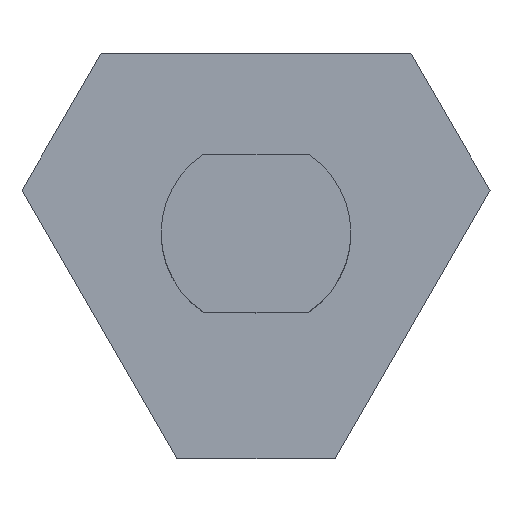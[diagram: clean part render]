
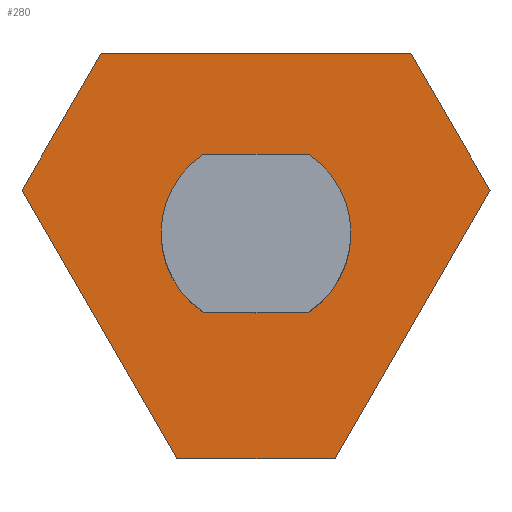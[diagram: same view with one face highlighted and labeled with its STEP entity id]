
A CAD part, top view. The second image highlights one B-rep face of the part: STEP entity #280.
In plain terms, the highlighted planar face has unit normal (0, 0, 1).
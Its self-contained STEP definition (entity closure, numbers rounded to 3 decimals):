
#15=FACE_BOUND('',#50,.T.);
#33=FACE_OUTER_BOUND('',#49,.T.);
#49=EDGE_LOOP('',(#240,#241,#242,#243,#244,#245));
#50=EDGE_LOOP('',(#246));
#65=LINE('',#446,#94);
#68=LINE('',#452,#97);
#71=LINE('',#458,#100);
#74=LINE('',#464,#103);
#77=LINE('',#470,#106);
#80=LINE('',#474,#109);
#94=VECTOR('',#369,10.);
#97=VECTOR('',#374,10.);
#100=VECTOR('',#379,10.);
#103=VECTOR('',#384,10.);
#106=VECTOR('',#389,10.);
#109=VECTOR('',#394,10.);
#117=CIRCLE('',#311,1.25);
#129=VERTEX_POINT('',#436);
#132=VERTEX_POINT('',#443);
#133=VERTEX_POINT('',#445);
#135=VERTEX_POINT('',#451);
#137=VERTEX_POINT('',#457);
#139=VERTEX_POINT('',#463);
#141=VERTEX_POINT('',#469);
#160=EDGE_CURVE('',#129,#129,#117,.T.);
#163=EDGE_CURVE('',#133,#132,#65,.T.);
#166=EDGE_CURVE('',#135,#133,#68,.T.);
#169=EDGE_CURVE('',#137,#135,#71,.T.);
#172=EDGE_CURVE('',#139,#137,#74,.T.);
#175=EDGE_CURVE('',#141,#139,#77,.T.);
#178=EDGE_CURVE('',#132,#141,#80,.T.);
#240=ORIENTED_EDGE('',*,*,#178,.T.);
#241=ORIENTED_EDGE('',*,*,#175,.T.);
#242=ORIENTED_EDGE('',*,*,#172,.T.);
#243=ORIENTED_EDGE('',*,*,#169,.T.);
#244=ORIENTED_EDGE('',*,*,#166,.T.);
#245=ORIENTED_EDGE('',*,*,#163,.T.);
#246=ORIENTED_EDGE('',*,*,#160,.T.);
#264=PLANE('',#318);
#280=ADVANCED_FACE('',(#33,#15),#264,.T.);
#311=AXIS2_PLACEMENT_3D('',#438,#363,#364);
#318=AXIS2_PLACEMENT_3D('',#475,#395,#396);
#363=DIRECTION('center_axis',(0.,0.,-1.));
#364=DIRECTION('ref_axis',(-1.,0.,0.));
#369=DIRECTION('',(0.5,-0.866,0.));
#374=DIRECTION('',(-0.5,-0.866,0.));
#379=DIRECTION('',(-1.,0.,0.));
#384=DIRECTION('',(-0.5,0.866,0.));
#389=DIRECTION('',(0.5,0.866,0.));
#394=DIRECTION('',(1.,0.,0.));
#395=DIRECTION('center_axis',(0.,0.,1.));
#396=DIRECTION('ref_axis',(1.,0.,0.));
#436=CARTESIAN_POINT('',(2.5,3.551,1.));
#438=CARTESIAN_POINT('Origin',(1.25,3.551,1.));
#443=CARTESIAN_POINT('',(0.,0.,1.));
#445=CARTESIAN_POINT('',(-2.45,4.244,1.));
#446=CARTESIAN_POINT('',(0.,0.,1.));
#451=CARTESIAN_POINT('',(-1.2,6.409,1.));
#452=CARTESIAN_POINT('',(-2.45,4.244,1.));
#457=CARTESIAN_POINT('',(3.7,6.409,1.));
#458=CARTESIAN_POINT('',(3.7,6.409,1.));
#463=CARTESIAN_POINT('',(4.95,4.244,1.));
#464=CARTESIAN_POINT('',(4.95,4.244,1.));
#469=CARTESIAN_POINT('',(2.5,0.,1.));
#470=CARTESIAN_POINT('',(2.5,0.,1.));
#474=CARTESIAN_POINT('',(0.,0.,1.));
#475=CARTESIAN_POINT('Origin',(1.25,3.204,1.));
